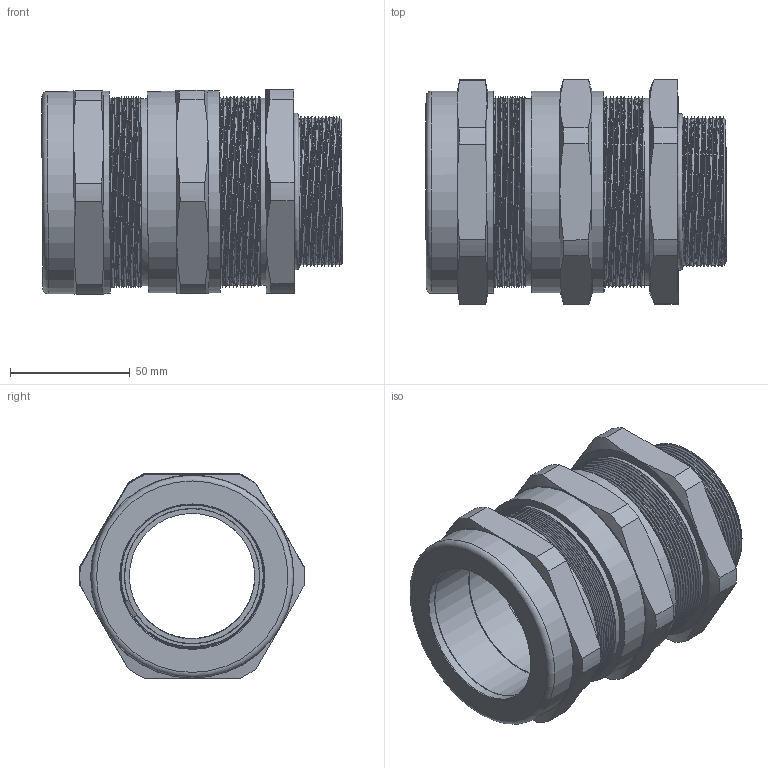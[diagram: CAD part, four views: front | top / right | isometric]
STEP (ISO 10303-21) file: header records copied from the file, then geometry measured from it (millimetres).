
FILE_DESCRIPTION(/* description */ ('RST-Gamma-X-Universal M63'),/* implementation_level */ '2;1');
FILE_NAME(/* name */ 'KBAU6M63-RST.stp',/* time_stamp */ '2020-03-31T09:21:30+02:00',/* author */ ('sl'),/* organization */ (''),/* preprocessor_version */ 'ST-DEVELOPER v16.5',/* originating_system */ 'Autodesk Inventor 2017',/* authorisation */ '');
FILE_SCHEMA (('AUTOMOTIVE_DESIGN { 1 0 10303 214 3 1 1 }'));
Length unit declared in the file: millimetre
Products named in the file (11): KBAU6M63; KBAU6M63_1; KBAU6M63_2; KBAU6M63_3; KBAU6M63_4; KBAU6M63_5; KBAU6M63_6; KBAU6M63_7; KBAU6M63_8; KBAU6M63_9; KBAU6M63_10
Assembly tree (10 placements, depth 2):
  KBAU6M63
    KBAU6M63_1
    KBAU6M63_2
    KBAU6M63_3
    KBAU6M63_4
    KBAU6M63_5
    KBAU6M63_6
    KBAU6M63_7
    KBAU6M63_8
    KBAU6M63_9
    KBAU6M63_10
Bounding box: 125.59 x 94.09 x 85.44 mm (x, y, z)
Volume: 293130.1 mm3; surface area: 170078.9 mm2
Topology: 11 solids, 11 shells, 353 faces, 835 edges, 524 vertices
Faces by surface type: cylinder 146, plane 68, cone 57, bspline 40, torus 34, sphere 8
Full cylindrical faces by diameter (mm): 52.46 x1, 52.58 x1, 52.84 x1, 56.86 x1, 60.21 x1, 60.4 x1, 60.6 x1, 61.338 x11, 63.65 x1, 63.7 x1, 67 x1, 69.7 x1, 70.93 x2, 71.4 x2, 71.5 x1, 71.7 x1, 74.22 x2, 74.32 x1, 74.4 x3, 74.7 x2, 75.4 x1, 78.228 x17, 78.53 x16, 81.4 x1, 81.43 x2, 84.21 x1, 84.38 x1, 84.58 x2
Entity records: 24909 total; most frequent: CARTESIAN_POINT 18294, DIRECTION 1296, ORIENTED_EDGE 1234, EDGE_CURVE 617, AXIS2_PLACEMENT_3D 554, VERTEX_POINT 428, EDGE_LOOP 427, FACE_OUTER_BOUND 309
